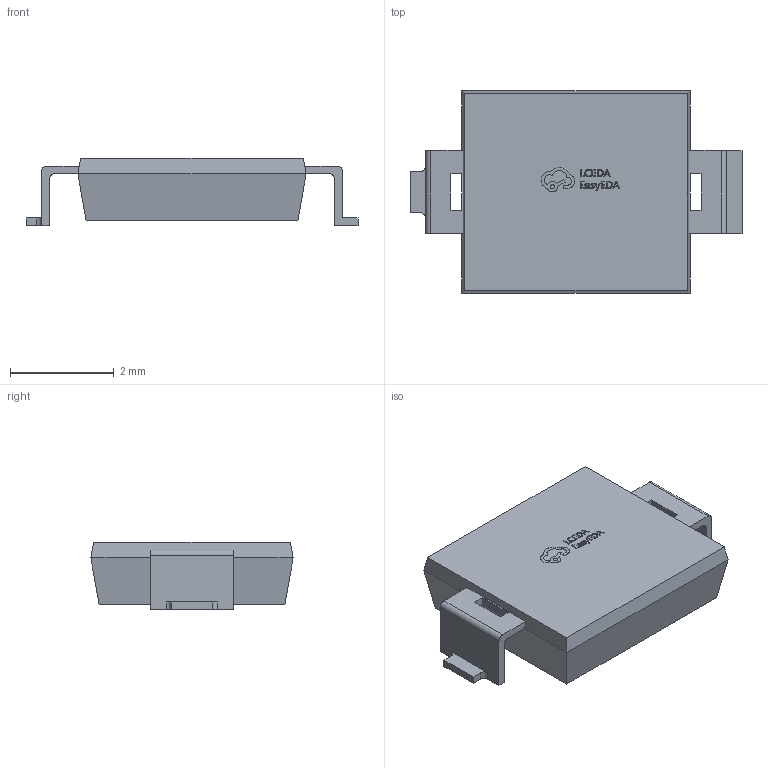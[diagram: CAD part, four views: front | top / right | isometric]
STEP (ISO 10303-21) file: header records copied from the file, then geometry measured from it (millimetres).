
FILE_DESCRIPTION (( 'STEP AP214' ), '1' );
FILE_NAME ('SENSOR-SMD_L4.4-W3.9.step', '2022-07-12T14:33:25', ( '' ), ( '' ), 'SwSTEP 2.0', 'SolidWorks 2020', '' );
FILE_SCHEMA (( 'AUTOMOTIVE_DESIGN' ));
Length unit declared in the file: millimetre
Products named in the file (1): SENSOR-SMD_L4.4-W3.9
Bounding box: 6.4 x 3.9 x 1.3 mm (x, y, z)
Volume: 20.2 mm3; surface area: 64.9 mm2
Topology: 1 solids, 1 shells, 327 faces, 891 edges, 590 vertices
Faces by surface type: plane 209, bspline 112, cylinder 6
Entity records: 14051 total; most frequent: CARTESIAN_POINT 3913, ORIENTED_EDGE 1782, DIRECTION 1107, EDGE_CURVE 891, LINE 651, VECTOR 651, VERTEX_POINT 590, EDGE_LOOP 355
